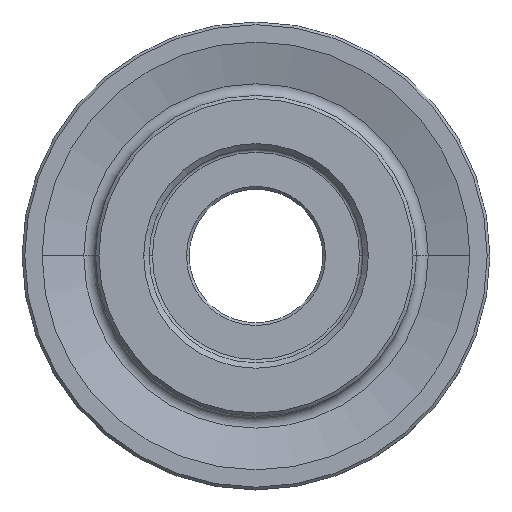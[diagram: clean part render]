
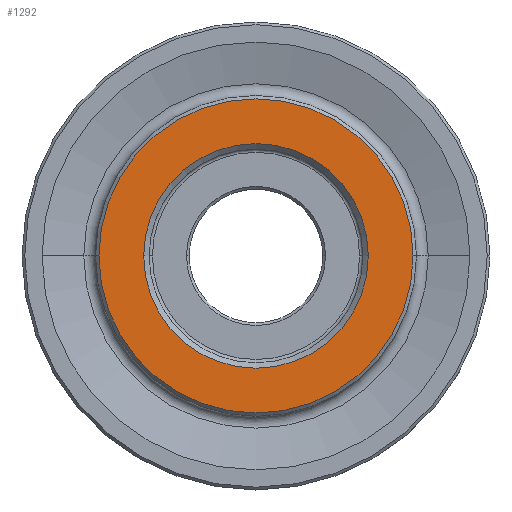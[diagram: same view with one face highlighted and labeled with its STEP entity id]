
A CAD part, top view. The second image highlights one B-rep face of the part: STEP entity #1292.
In plain terms, the highlighted planar face has unit normal (0, 0, 1).
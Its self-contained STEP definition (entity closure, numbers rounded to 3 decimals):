
#6 = ORIENTED_EDGE ( 'NONE', *, *, #937, .F. ) ;
#7 = DIRECTION ( 'NONE',  ( 0., 0., -1. ) ) ;
#9 = AXIS2_PLACEMENT_3D ( 'NONE', #782, #152, #1175 ) ;
#118 = DIRECTION ( 'NONE',  ( -1., 0., 0. ) ) ;
#124 = DIRECTION ( 'NONE',  ( 0., 0., -1. ) ) ;
#144 = ORIENTED_EDGE ( 'NONE', *, *, #726, .T. ) ;
#146 = CARTESIAN_POINT ( 'NONE',  ( 16.8, 0., 3.2 ) ) ;
#151 = ORIENTED_EDGE ( 'NONE', *, *, #222, .F. ) ;
#152 = DIRECTION ( 'NONE',  ( 0., 0., -1. ) ) ;
#193 = DIRECTION ( 'NONE',  ( -1., 0., 0. ) ) ;
#206 = CARTESIAN_POINT ( 'NONE',  ( 16.8, 0., 3.2 ) ) ;
#222 = EDGE_CURVE ( 'NONE', #229, #1069, #1158, .T. ) ;
#229 = VERTEX_POINT ( 'NONE', #457 ) ;
#232 = FACE_OUTER_BOUND ( 'NONE', #1177, .T. ) ;
#284 = CIRCLE ( 'NONE', #1009, 23.5 ) ;
#303 = CIRCLE ( 'NONE', #9, 16.8 ) ;
#387 = DIRECTION ( 'NONE',  ( -1., 0., 0. ) ) ;
#398 = CARTESIAN_POINT ( 'NONE',  ( 0., 0., 3.2 ) ) ;
#434 = AXIS2_PLACEMENT_3D ( 'NONE', #688, #7, #387 ) ;
#457 = CARTESIAN_POINT ( 'NONE',  ( -23.5, 0., 3.2 ) ) ;
#594 = AXIS2_PLACEMENT_3D ( 'NONE', #824, #632, #1038 ) ;
#610 = CARTESIAN_POINT ( 'NONE',  ( 23.5, 0., 3.2 ) ) ;
#632 = DIRECTION ( 'NONE',  ( 0., 0., -1. ) ) ;
#664 = CIRCLE ( 'NONE', #434, 16.8 ) ;
#688 = CARTESIAN_POINT ( 'NONE',  ( 0., 0., 3.2 ) ) ;
#726 = EDGE_CURVE ( 'NONE', #986, #1041, #303, .T. ) ;
#782 = CARTESIAN_POINT ( 'NONE',  ( 0., 0., 3.2 ) ) ;
#824 = CARTESIAN_POINT ( 'NONE',  ( 0., 0., 3.2 ) ) ;
#893 = AXIS2_PLACEMENT_3D ( 'NONE', #146, #124, #118 ) ;
#896 = ORIENTED_EDGE ( 'NONE', *, *, #956, .T. ) ;
#937 = EDGE_CURVE ( 'NONE', #1069, #229, #284, .T. ) ;
#950 = EDGE_LOOP ( 'NONE', ( #144, #896 ) ) ;
#956 = EDGE_CURVE ( 'NONE', #1041, #986, #664, .T. ) ;
#986 = VERTEX_POINT ( 'NONE', #206 ) ;
#1009 = AXIS2_PLACEMENT_3D ( 'NONE', #398, #1083, #193 ) ;
#1025 = PLANE ( 'NONE',  #893 ) ;
#1038 = DIRECTION ( 'NONE',  ( -1., 0., 0. ) ) ;
#1041 = VERTEX_POINT ( 'NONE', #1184 ) ;
#1069 = VERTEX_POINT ( 'NONE', #610 ) ;
#1083 = DIRECTION ( 'NONE',  ( 0., 0., -1. ) ) ;
#1129 = FACE_BOUND ( 'NONE', #950, .T. ) ;
#1158 = CIRCLE ( 'NONE', #594, 23.5 ) ;
#1175 = DIRECTION ( 'NONE',  ( -1., 0., 0. ) ) ;
#1177 = EDGE_LOOP ( 'NONE', ( #151, #6 ) ) ;
#1184 = CARTESIAN_POINT ( 'NONE',  ( -16.8, 0., 3.2 ) ) ;
#1292 = ADVANCED_FACE ( 'NONE', ( #232, #1129 ), #1025, .F. ) ;
